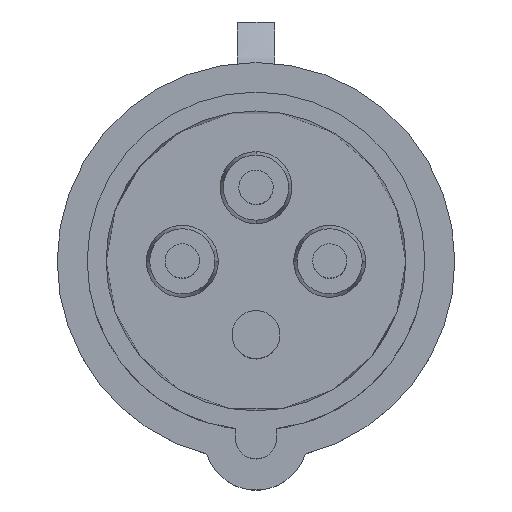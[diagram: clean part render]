
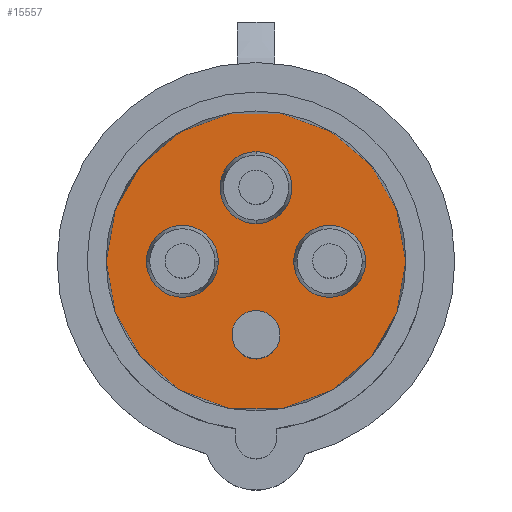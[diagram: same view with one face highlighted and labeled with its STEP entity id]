
A CAD part, top view. The second image highlights one B-rep face of the part: STEP entity #15557.
In plain terms, the highlighted planar face has unit normal (0, 0, 1).
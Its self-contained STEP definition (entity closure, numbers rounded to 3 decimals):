
#63 = CIRCLE ( 'NONE', #6247, 3.5 ) ;
#166 = FACE_BOUND ( 'NONE', #13683, .T. ) ;
#517 = ORIENTED_EDGE ( 'NONE', *, *, #16668, .T. ) ;
#684 = CARTESIAN_POINT ( 'NONE',  ( 10.75, 0., 0.25 ) ) ;
#758 = EDGE_CURVE ( 'NONE', #17023, #12765, #8352, .T. ) ;
#1080 = DIRECTION ( 'NONE',  ( 0., 0., 1. ) ) ;
#1174 = VERTEX_POINT ( 'NONE', #4124 ) ;
#1193 = DIRECTION ( 'NONE',  ( 1., 0., 0. ) ) ;
#1322 = PLANE ( 'NONE',  #7834 ) ;
#1533 = DIRECTION ( 'NONE',  ( 0., 0., 1. ) ) ;
#1894 = ORIENTED_EDGE ( 'NONE', *, *, #9714, .F. ) ;
#1989 = ORIENTED_EDGE ( 'NONE', *, *, #18893, .F. ) ;
#2174 = CARTESIAN_POINT ( 'NONE',  ( 0., -10.75, 0.25 ) ) ;
#2287 = DIRECTION ( 'NONE',  ( 1., 0., 0. ) ) ;
#2290 = EDGE_CURVE ( 'NONE', #13220, #6195, #18378, .T. ) ;
#2534 = EDGE_LOOP ( 'NONE', ( #517, #18709 ) ) ;
#2804 = EDGE_CURVE ( 'NONE', #3667, #8519, #7402, .T. ) ;
#2956 = FACE_BOUND ( 'NONE', #6245, .T. ) ;
#2959 = CARTESIAN_POINT ( 'NONE',  ( 0., -10.75, 0.25 ) ) ;
#3095 = CARTESIAN_POINT ( 'NONE',  ( 0., 5.5, 0.25 ) ) ;
#3213 = AXIS2_PLACEMENT_3D ( 'NONE', #19469, #1080, #13058 ) ;
#3245 = CARTESIAN_POINT ( 'NONE',  ( -10.75, 0., 0.25 ) ) ;
#3288 = EDGE_CURVE ( 'NONE', #4288, #17198, #14849, .T. ) ;
#3613 = DIRECTION ( 'NONE',  ( 1., 0., 0. ) ) ;
#3667 = VERTEX_POINT ( 'NONE', #11701 ) ;
#4124 = CARTESIAN_POINT ( 'NONE',  ( -3.32, -9.643, 0.25 ) ) ;
#4288 = VERTEX_POINT ( 'NONE', #3095 ) ;
#4476 = DIRECTION ( 'NONE',  ( 0., 0., -1. ) ) ;
#4979 = ORIENTED_EDGE ( 'NONE', *, *, #16646, .T. ) ;
#4988 = AXIS2_PLACEMENT_3D ( 'NONE', #16432, #14899, #1193 ) ;
#5142 = CARTESIAN_POINT ( 'NONE',  ( 0., 16., 0.25 ) ) ;
#5658 = ORIENTED_EDGE ( 'NONE', *, *, #3288, .F. ) ;
#5744 = AXIS2_PLACEMENT_3D ( 'NONE', #2174, #6639, #2287 ) ;
#5868 = CARTESIAN_POINT ( 'NONE',  ( 10.75, 0., 0.25 ) ) ;
#5982 = FACE_BOUND ( 'NONE', #7792, .T. ) ;
#6195 = VERTEX_POINT ( 'NONE', #15210 ) ;
#6245 = EDGE_LOOP ( 'NONE', ( #8845, #19236 ) ) ;
#6247 = AXIS2_PLACEMENT_3D ( 'NONE', #2959, #4476, #18460 ) ;
#6262 = CARTESIAN_POINT ( 'NONE',  ( 5.5, 0., 0.25 ) ) ;
#6571 = CARTESIAN_POINT ( 'NONE',  ( -10.75, 0., 0.25 ) ) ;
#6639 = DIRECTION ( 'NONE',  ( 0., 0., -1. ) ) ;
#7225 = ORIENTED_EDGE ( 'NONE', *, *, #758, .F. ) ;
#7402 = CIRCLE ( 'NONE', #18734, 5.25 ) ;
#7575 = ORIENTED_EDGE ( 'NONE', *, *, #11179, .T. ) ;
#7696 = CARTESIAN_POINT ( 'NONE',  ( -5.5, 0., 0.25 ) ) ;
#7792 = EDGE_LOOP ( 'NONE', ( #7225, #1989 ) ) ;
#7834 = AXIS2_PLACEMENT_3D ( 'NONE', #17034, #15524, #9332 ) ;
#8352 = CIRCLE ( 'NONE', #12182, 5.25 ) ;
#8519 = VERTEX_POINT ( 'NONE', #7696 ) ;
#8632 = EDGE_CURVE ( 'NONE', #8519, #3667, #9500, .T. ) ;
#8843 = AXIS2_PLACEMENT_3D ( 'NONE', #6571, #18640, #12730 ) ;
#8845 = ORIENTED_EDGE ( 'NONE', *, *, #8632, .F. ) ;
#9138 = CARTESIAN_POINT ( 'NONE',  ( 0., 0., 0.25 ) ) ;
#9196 = AXIS2_PLACEMENT_3D ( 'NONE', #5868, #9230, #11841 ) ;
#9230 = DIRECTION ( 'NONE',  ( 0., 0., 1. ) ) ;
#9332 = DIRECTION ( 'NONE',  ( 1., 0., 0. ) ) ;
#9500 = CIRCLE ( 'NONE', #8843, 5.25 ) ;
#9714 = EDGE_CURVE ( 'NONE', #17198, #4288, #19883, .T. ) ;
#9992 = CIRCLE ( 'NONE', #5744, 3.5 ) ;
#11179 = EDGE_CURVE ( 'NONE', #17527, #1174, #9992, .T. ) ;
#11537 = CARTESIAN_POINT ( 'NONE',  ( -21.859, 0., 0.25 ) ) ;
#11701 = CARTESIAN_POINT ( 'NONE',  ( -16., 0., 0.25 ) ) ;
#11841 = DIRECTION ( 'NONE',  ( 1., 0., 0. ) ) ;
#12182 = AXIS2_PLACEMENT_3D ( 'NONE', #684, #19571, #19473 ) ;
#12730 = DIRECTION ( 'NONE',  ( 1., 0., 0. ) ) ;
#12765 = VERTEX_POINT ( 'NONE', #13490 ) ;
#13015 = CARTESIAN_POINT ( 'NONE',  ( 0., 0., 0.25 ) ) ;
#13058 = DIRECTION ( 'NONE',  ( 1., 0., 0. ) ) ;
#13220 = VERTEX_POINT ( 'NONE', #11537 ) ;
#13490 = CARTESIAN_POINT ( 'NONE',  ( 16., 0., 0.25 ) ) ;
#13683 = EDGE_LOOP ( 'NONE', ( #4979, #7575 ) ) ;
#13747 = DIRECTION ( 'NONE',  ( 0., 0., 1. ) ) ;
#14849 = CIRCLE ( 'NONE', #3213, 5.25 ) ;
#14899 = DIRECTION ( 'NONE',  ( 0., 0., 1. ) ) ;
#14997 = CIRCLE ( 'NONE', #17927, 21.859 ) ;
#15210 = CARTESIAN_POINT ( 'NONE',  ( 21.859, 0., 0.25 ) ) ;
#15524 = DIRECTION ( 'NONE',  ( 0., 0., 1. ) ) ;
#15557 = ADVANCED_FACE ( 'NONE', ( #2956, #18349, #5982, #166, #19976 ), #1322, .T. ) ;
#15878 = CARTESIAN_POINT ( 'NONE',  ( 3.32, -11.857, 0.25 ) ) ;
#16432 = CARTESIAN_POINT ( 'NONE',  ( 0., 10.75, 0.25 ) ) ;
#16646 = EDGE_CURVE ( 'NONE', #1174, #17527, #63, .T. ) ;
#16668 = EDGE_CURVE ( 'NONE', #6195, #13220, #14997, .T. ) ;
#16921 = DIRECTION ( 'NONE',  ( 1., 0., 0. ) ) ;
#16973 = CIRCLE ( 'NONE', #9196, 5.25 ) ;
#17023 = VERTEX_POINT ( 'NONE', #6262 ) ;
#17034 = CARTESIAN_POINT ( 'NONE',  ( 0., 0., 0.25 ) ) ;
#17195 = EDGE_LOOP ( 'NONE', ( #5658, #1894 ) ) ;
#17198 = VERTEX_POINT ( 'NONE', #5142 ) ;
#17237 = DIRECTION ( 'NONE',  ( 1., 0., 0. ) ) ;
#17527 = VERTEX_POINT ( 'NONE', #15878 ) ;
#17595 = DIRECTION ( 'NONE',  ( 0., 0., 1. ) ) ;
#17927 = AXIS2_PLACEMENT_3D ( 'NONE', #9138, #1533, #17237 ) ;
#18349 = FACE_BOUND ( 'NONE', #17195, .T. ) ;
#18378 = CIRCLE ( 'NONE', #19700, 21.859 ) ;
#18460 = DIRECTION ( 'NONE',  ( 1., 0., 0. ) ) ;
#18640 = DIRECTION ( 'NONE',  ( 0., 0., 1. ) ) ;
#18709 = ORIENTED_EDGE ( 'NONE', *, *, #2290, .T. ) ;
#18734 = AXIS2_PLACEMENT_3D ( 'NONE', #3245, #13747, #16921 ) ;
#18893 = EDGE_CURVE ( 'NONE', #12765, #17023, #16973, .T. ) ;
#19236 = ORIENTED_EDGE ( 'NONE', *, *, #2804, .F. ) ;
#19469 = CARTESIAN_POINT ( 'NONE',  ( 0., 10.75, 0.25 ) ) ;
#19473 = DIRECTION ( 'NONE',  ( 1., 0., 0. ) ) ;
#19571 = DIRECTION ( 'NONE',  ( 0., 0., 1. ) ) ;
#19700 = AXIS2_PLACEMENT_3D ( 'NONE', #13015, #17595, #3613 ) ;
#19883 = CIRCLE ( 'NONE', #4988, 5.25 ) ;
#19976 = FACE_OUTER_BOUND ( 'NONE', #2534, .T. ) ;
